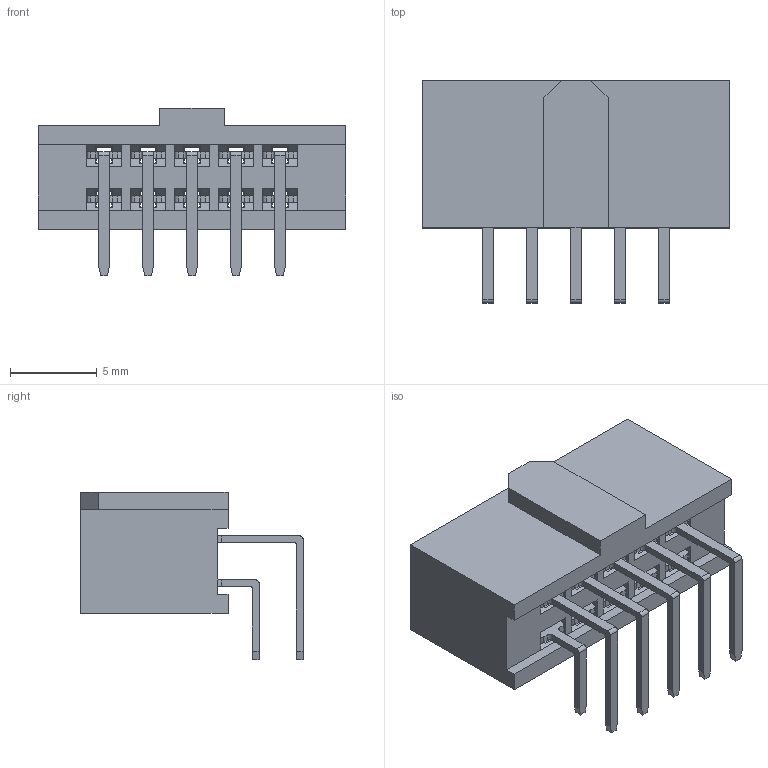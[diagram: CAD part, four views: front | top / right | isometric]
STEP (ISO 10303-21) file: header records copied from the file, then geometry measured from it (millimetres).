
FILE_DESCRIPTION (( 'STEP AP203' ), '1' );
FILE_NAME ('11161, SFH11-P_ _C-D05-RA-_ _.STEP', '2015-12-01T06:46:54', ( 'LUANN HERRING' ), ( 'SULLINS' ), 'SwSTEP 2.0', 'SolidWorks 2015', '' );
FILE_SCHEMA (( 'CONFIG_CONTROL_DESIGN' ));
Length unit declared in the file: inch
Products named in the file (2): 11161, SFH11-P_ _C-D05-RA-_ _
Bounding box: 17.78 x 12.84 x 9.7 mm (x, y, z)
Volume: 834.8 mm3; surface area: 1527.4 mm2
Topology: 11 solids, 11 shells, 546 faces, 1552 edges, 1028 vertices
Faces by surface type: plane 436, cylinder 110
Entity records: 17733 total; most frequent: CARTESIAN_POINT 3128, ORIENTED_EDGE 3104, DIRECTION 2868, EDGE_CURVE 1552, LINE 1332, VECTOR 1332, VERTEX_POINT 1028, AXIS2_PLACEMENT_3D 768
